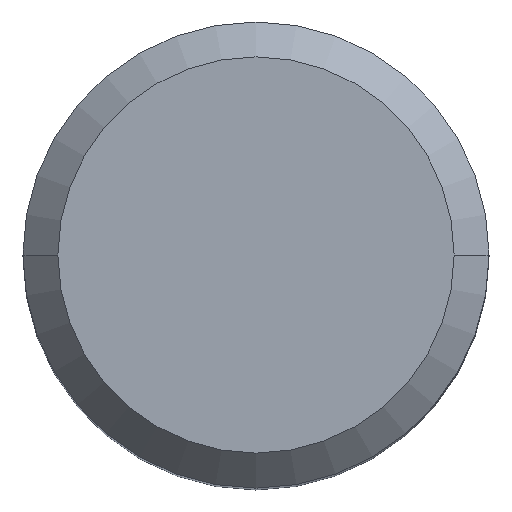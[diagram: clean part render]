
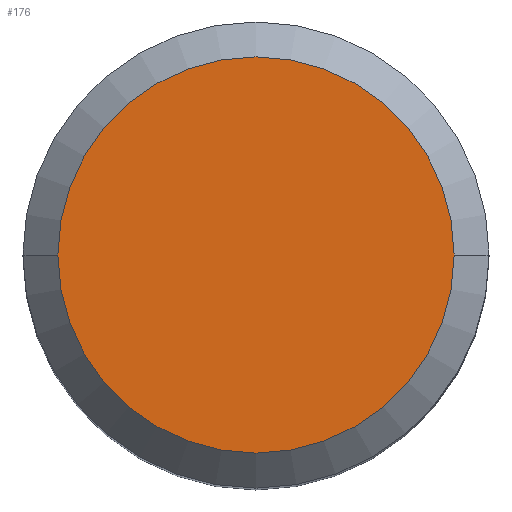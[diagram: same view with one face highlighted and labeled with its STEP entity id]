
A CAD part, top view. The second image highlights one B-rep face of the part: STEP entity #176.
In plain terms, the highlighted planar face has unit normal (0, 0, 1).
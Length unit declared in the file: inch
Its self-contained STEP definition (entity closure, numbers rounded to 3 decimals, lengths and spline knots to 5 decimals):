
#1 = EDGE_LOOP ( 'NONE', ( #347, #416 ) ) ;
#15 = CARTESIAN_POINT ( 'NONE',  ( 0.36809, 0., 0. ) ) ;
#93 = VERTEX_POINT ( 'NONE', #97 ) ;
#97 = CARTESIAN_POINT ( 'NONE',  ( -0.36809, 0., 0. ) ) ;
#99 = CARTESIAN_POINT ( 'NONE',  ( 0., 0., 0. ) ) ;
#107 = AXIS2_PLACEMENT_3D ( 'NONE', #273, #114, #242 ) ;
#114 = DIRECTION ( 'NONE',  ( 0., 0., 1. ) ) ;
#127 = CIRCLE ( 'NONE', #107, 0.36809 ) ;
#141 = EDGE_CURVE ( 'NONE', #414, #93, #258, .T. ) ;
#160 = DIRECTION ( 'NONE',  ( 0., 0., -1. ) ) ;
#176 = ADVANCED_FACE ( 'NONE', ( #180 ), #300, .F. ) ;
#180 = FACE_OUTER_BOUND ( 'NONE', #1, .T. ) ;
#237 = CARTESIAN_POINT ( 'NONE',  ( 0., 0., 0. ) ) ;
#242 = DIRECTION ( 'NONE',  ( 1., 0., 0. ) ) ;
#243 = EDGE_CURVE ( 'NONE', #93, #414, #127, .T. ) ;
#245 = AXIS2_PLACEMENT_3D ( 'NONE', #99, #264, #409 ) ;
#258 = CIRCLE ( 'NONE', #245, 0.36809 ) ;
#264 = DIRECTION ( 'NONE',  ( 0., 0., 1. ) ) ;
#273 = CARTESIAN_POINT ( 'NONE',  ( 0., 0., 0. ) ) ;
#300 = PLANE ( 'NONE',  #447 ) ;
#347 = ORIENTED_EDGE ( 'NONE', *, *, #243, .T. ) ;
#409 = DIRECTION ( 'NONE',  ( 1., 0., 0. ) ) ;
#414 = VERTEX_POINT ( 'NONE', #15 ) ;
#416 = ORIENTED_EDGE ( 'NONE', *, *, #141, .T. ) ;
#447 = AXIS2_PLACEMENT_3D ( 'NONE', #237, #160, #452 ) ;
#452 = DIRECTION ( 'NONE',  ( -1., 0., 0. ) ) ;
